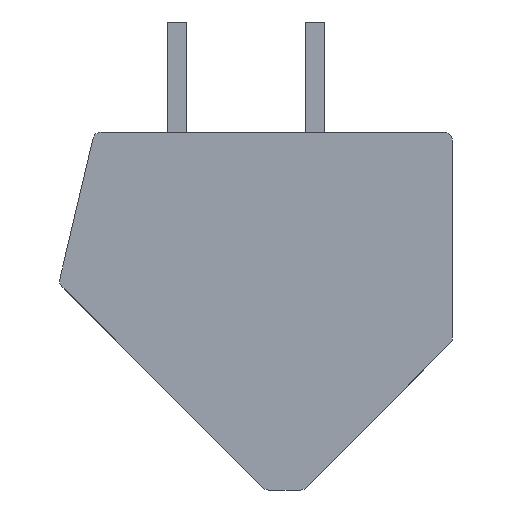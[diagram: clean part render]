
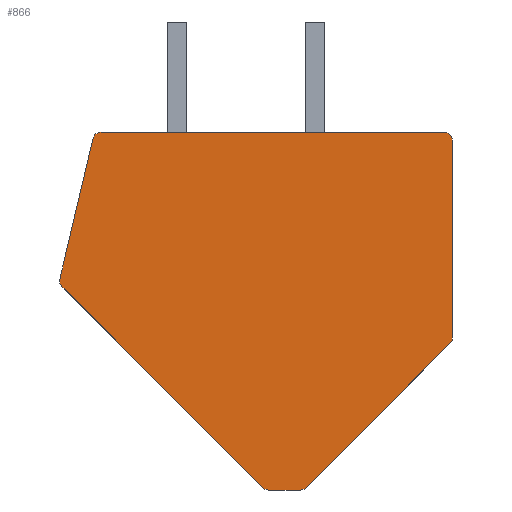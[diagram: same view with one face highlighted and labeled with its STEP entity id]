
A CAD part, front view. The second image highlights one B-rep face of the part: STEP entity #866.
In plain terms, the highlighted planar face has unit normal (0, -1, 0).
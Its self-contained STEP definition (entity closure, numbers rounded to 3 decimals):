
#183=CARTESIAN_POINT('',(1.626,-3.54,-6.2));
#184=DIRECTION('',(0.,-1.,0.));
#185=DIRECTION('',(0.,0.,-1.));
#186=AXIS2_PLACEMENT_3D('',#183,#184,#185);
#188=DIRECTION('',(1.,0.,0.));
#189=VECTOR('',#188,1.151);
#190=CARTESIAN_POINT('',(0.474,-3.54,-6.5));
#191=LINE('',#190,#189);
#192=CARTESIAN_POINT('',(0.474,-3.54,-6.2));
#193=DIRECTION('',(0.,-1.,0.));
#194=DIRECTION('',(-0.707,0.,-0.707));
#195=AXIS2_PLACEMENT_3D('',#192,#193,#194);
#197=DIRECTION('',(0.707,0.,-0.707));
#198=VECTOR('',#197,10.315);
#199=CARTESIAN_POINT('',(-7.032,-3.54,0.882));
#200=LINE('',#199,#198);
#201=CARTESIAN_POINT('',(-6.82,-3.54,1.094));
#202=DIRECTION('',(0.,-1.,0.));
#203=DIRECTION('',(-0.973,0.,0.23));
#204=AXIS2_PLACEMENT_3D('',#201,#202,#203);
#206=DIRECTION('',(-0.23,0.,-0.973));
#207=VECTOR('',#206,5.247);
#208=CARTESIAN_POINT('',(-5.905,-3.54,6.269));
#209=LINE('',#208,#207);
#210=CARTESIAN_POINT('',(-5.613,-3.54,6.2));
#211=DIRECTION('',(0.,-1.,0.));
#212=DIRECTION('',(0.,0.,1.));
#213=AXIS2_PLACEMENT_3D('',#210,#211,#212);
#215=DIRECTION('',(-1.,0.,0.));
#216=VECTOR('',#215,12.463);
#217=CARTESIAN_POINT('',(6.85,-3.54,6.5));
#218=LINE('',#217,#216);
#219=CARTESIAN_POINT('',(6.85,-3.54,6.2));
#220=DIRECTION('',(0.,-1.,0.));
#221=DIRECTION('',(1.,0.,0.));
#222=AXIS2_PLACEMENT_3D('',#219,#220,#221);
#224=DIRECTION('',(0.,0.,1.));
#225=VECTOR('',#224,7.176);
#226=CARTESIAN_POINT('',(7.15,-3.54,-0.976));
#227=LINE('',#226,#225);
#228=CARTESIAN_POINT('',(6.85,-3.54,-0.976));
#229=DIRECTION('',(0.,-1.,0.));
#230=DIRECTION('',(0.707,0.,-0.707));
#231=AXIS2_PLACEMENT_3D('',#228,#229,#230);
#233=DIRECTION('',(0.707,0.,0.707));
#234=VECTOR('',#233,7.388);
#235=CARTESIAN_POINT('',(1.838,-3.54,-6.412));
#236=LINE('',#235,#234);
#477=CARTESIAN_POINT('',(1.626,-3.54,-6.5));
#478=CARTESIAN_POINT('',(1.838,-3.54,-6.412));
#479=VERTEX_POINT('',#477);
#480=VERTEX_POINT('',#478);
#481=CARTESIAN_POINT('',(7.062,-3.54,-1.188));
#482=VERTEX_POINT('',#481);
#483=CARTESIAN_POINT('',(7.15,-3.54,-0.976));
#484=VERTEX_POINT('',#483);
#485=CARTESIAN_POINT('',(7.15,-3.54,6.2));
#486=VERTEX_POINT('',#485);
#487=CARTESIAN_POINT('',(6.85,-3.54,6.5));
#488=VERTEX_POINT('',#487);
#489=CARTESIAN_POINT('',(-5.613,-3.54,6.5));
#490=VERTEX_POINT('',#489);
#491=CARTESIAN_POINT('',(-5.905,-3.54,6.269));
#492=VERTEX_POINT('',#491);
#493=CARTESIAN_POINT('',(-7.112,-3.54,1.163));
#494=VERTEX_POINT('',#493);
#495=CARTESIAN_POINT('',(-7.032,-3.54,0.882));
#496=VERTEX_POINT('',#495);
#497=CARTESIAN_POINT('',(0.262,-3.54,-6.412));
#498=VERTEX_POINT('',#497);
#499=CARTESIAN_POINT('',(0.474,-3.54,-6.5));
#500=VERTEX_POINT('',#499);
#847=CARTESIAN_POINT('',(0.,-3.54,0.));
#848=DIRECTION('',(0.,-1.,0.));
#849=DIRECTION('',(-1.,0.,0.));
#850=AXIS2_PLACEMENT_3D('',#847,#848,#849);
#851=PLANE('',#850);
#852=ORIENTED_EDGE('',*,*,#636,.F.);
#853=ORIENTED_EDGE('',*,*,#651,.F.);
#854=ORIENTED_EDGE('',*,*,#665,.F.);
#855=ORIENTED_EDGE('',*,*,#679,.F.);
#856=ORIENTED_EDGE('',*,*,#713,.F.);
#857=ORIENTED_EDGE('',*,*,#727,.F.);
#858=ORIENTED_EDGE('',*,*,#741,.F.);
#859=ORIENTED_EDGE('',*,*,#755,.F.);
#860=ORIENTED_EDGE('',*,*,#789,.F.);
#861=ORIENTED_EDGE('',*,*,#803,.F.);
#862=ORIENTED_EDGE('',*,*,#817,.F.);
#863=ORIENTED_EDGE('',*,*,#830,.F.);
#864=EDGE_LOOP('',(#852,#853,#854,#855,#856,#857,#858,#859,#860,#861,#862,
#863));
#865=FACE_OUTER_BOUND('',#864,.F.);
#866=ADVANCED_FACE('',(#865),#851,.T.);
#187=CIRCLE('',#186,0.3);
#196=CIRCLE('',#195,0.3);
#205=CIRCLE('',#204,0.3);
#214=CIRCLE('',#213,0.3);
#223=CIRCLE('',#222,0.3);
#232=CIRCLE('',#231,0.3);
#636=EDGE_CURVE('',#479,#480,#187,.T.);
#651=EDGE_CURVE('',#500,#479,#191,.T.);
#665=EDGE_CURVE('',#498,#500,#196,.T.);
#679=EDGE_CURVE('',#496,#498,#200,.T.);
#713=EDGE_CURVE('',#494,#496,#205,.T.);
#727=EDGE_CURVE('',#492,#494,#209,.T.);
#741=EDGE_CURVE('',#490,#492,#214,.T.);
#755=EDGE_CURVE('',#488,#490,#218,.T.);
#789=EDGE_CURVE('',#486,#488,#223,.T.);
#803=EDGE_CURVE('',#484,#486,#227,.T.);
#817=EDGE_CURVE('',#482,#484,#232,.T.);
#830=EDGE_CURVE('',#480,#482,#236,.T.);
